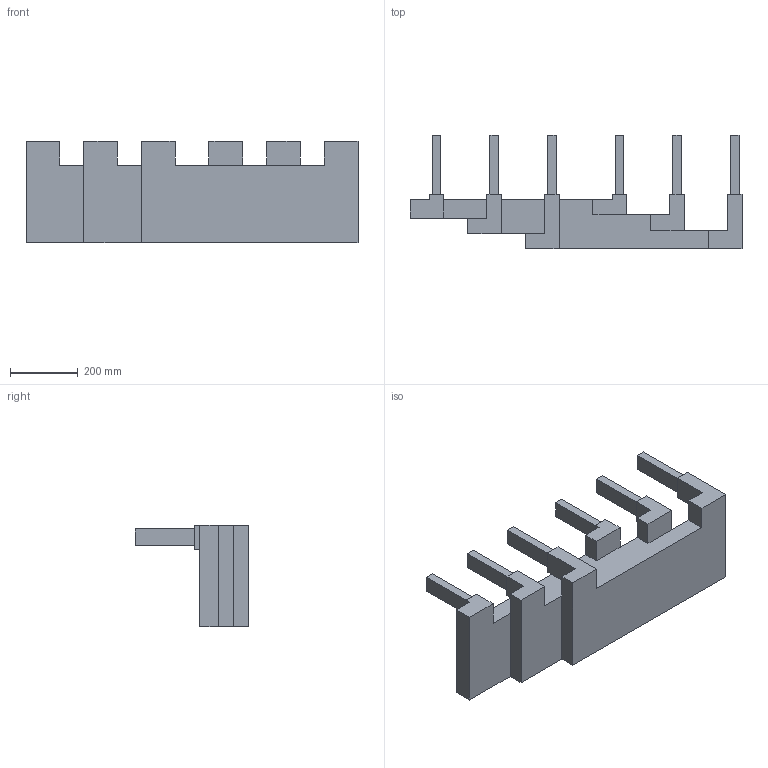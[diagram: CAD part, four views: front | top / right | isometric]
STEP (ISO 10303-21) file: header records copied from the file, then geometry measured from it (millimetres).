
FILE_DESCRIPTION((' '),'2;1');
FILE_NAME('KT7-45-DB-54-2_3D.stp','2012-04-03T16:32:24',(' '),(' '),' ','ACIS',' ');
FILE_SCHEMA(('CONFIG_CONTROL_DESIGN'));
Length unit declared in the file: millimetre
Products named in the file (1): KT7-45-DB-54-2_3D.stp
Bounding box: 977.5 x 335 x 297.5 mm (x, y, z)
Volume: 26255731.2 mm3; surface area: 1055997.5 mm2
Topology: 1 solids, 1 shells, 80 faces, 207 edges, 135 vertices
Faces by surface type: plane 80
Entity records: 2486 total; most frequent: CARTESIAN_POINT 423, ORIENTED_EDGE 414, DIRECTION 369, VECTOR 207, LINE 207, EDGE_CURVE 207, VERTEX_POINT 135, EDGE_LOOP 86
